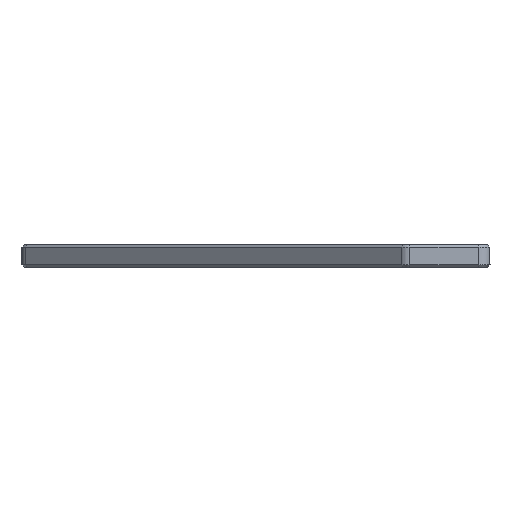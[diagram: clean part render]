
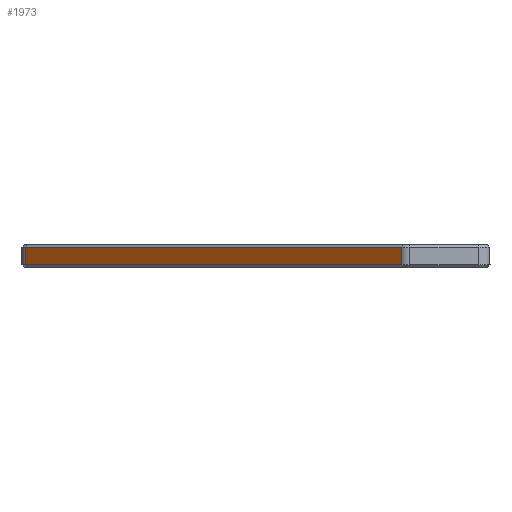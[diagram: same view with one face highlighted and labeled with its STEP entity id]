
A CAD part, front view. The second image highlights one B-rep face of the part: STEP entity #1973.
In plain terms, the highlighted planar face has unit normal (-0.669, -0.744, 0).
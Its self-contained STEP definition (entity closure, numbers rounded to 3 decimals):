
#50 = CARTESIAN_POINT ( 'NONE',  ( -239.837, -40.596, 0.5 ) ) ;
#96 = LINE ( 'NONE', #1203, #113 ) ;
#113 = VECTOR ( 'NONE', #1433, 1000. ) ;
#135 = CARTESIAN_POINT ( 'NONE',  ( -174.353, -99.487, 0.5 ) ) ;
#172 = CARTESIAN_POINT ( 'NONE',  ( -240.5, -40., 4. ) ) ;
#208 = CARTESIAN_POINT ( 'NONE',  ( -239.837, -40.596, 4. ) ) ;
#270 = CARTESIAN_POINT ( 'NONE',  ( -174.353, -99.487, 0.5 ) ) ;
#302 = VERTEX_POINT ( 'NONE', #270 ) ;
#354 = DIRECTION ( 'NONE',  ( 0.744, -0.669, 0. ) ) ;
#460 = EDGE_CURVE ( 'NONE', #2456, #1305, #96, .T. ) ;
#569 = VECTOR ( 'NONE', #354, 1000. ) ;
#622 = EDGE_CURVE ( 'NONE', #302, #2456, #2602, .T. ) ;
#836 = LINE ( 'NONE', #135, #569 ) ;
#862 = ORIENTED_EDGE ( 'NONE', *, *, #2628, .T. ) ;
#1068 = LINE ( 'NONE', #208, #1179 ) ;
#1179 = VECTOR ( 'NONE', #2780, 1000. ) ;
#1203 = CARTESIAN_POINT ( 'NONE',  ( -240.5, -40., 3.5 ) ) ;
#1265 = EDGE_CURVE ( 'NONE', #1305, #2264, #1068, .T. ) ;
#1281 = PLANE ( 'NONE',  #1868 ) ;
#1305 = VERTEX_POINT ( 'NONE', #1489 ) ;
#1310 = CARTESIAN_POINT ( 'NONE',  ( -174.353, -99.487, 4. ) ) ;
#1433 = DIRECTION ( 'NONE',  ( -0.744, 0.669, 0. ) ) ;
#1489 = CARTESIAN_POINT ( 'NONE',  ( -239.837, -40.596, 3.5 ) ) ;
#1492 = DIRECTION ( 'NONE',  ( -0.744, 0.669, 0. ) ) ;
#1868 = AXIS2_PLACEMENT_3D ( 'NONE', #172, #2152, #1492 ) ;
#1955 = VECTOR ( 'NONE', #2788, 1000. ) ;
#1973 = ADVANCED_FACE ( 'NONE', ( #2084 ), #1281, .F. ) ;
#1982 = ORIENTED_EDGE ( 'NONE', *, *, #1265, .T. ) ;
#2078 = CARTESIAN_POINT ( 'NONE',  ( -174.353, -99.487, 3.5 ) ) ;
#2084 = FACE_OUTER_BOUND ( 'NONE', #2692, .T. ) ;
#2152 = DIRECTION ( 'NONE',  ( 0.669, 0.744, 0. ) ) ;
#2230 = ORIENTED_EDGE ( 'NONE', *, *, #622, .T. ) ;
#2264 = VERTEX_POINT ( 'NONE', #50 ) ;
#2456 = VERTEX_POINT ( 'NONE', #2078 ) ;
#2516 = ORIENTED_EDGE ( 'NONE', *, *, #460, .T. ) ;
#2602 = LINE ( 'NONE', #1310, #1955 ) ;
#2628 = EDGE_CURVE ( 'NONE', #2264, #302, #836, .T. ) ;
#2692 = EDGE_LOOP ( 'NONE', ( #1982, #862, #2230, #2516 ) ) ;
#2780 = DIRECTION ( 'NONE',  ( 0., 0., -1. ) ) ;
#2788 = DIRECTION ( 'NONE',  ( 0., 0., 1. ) ) ;
